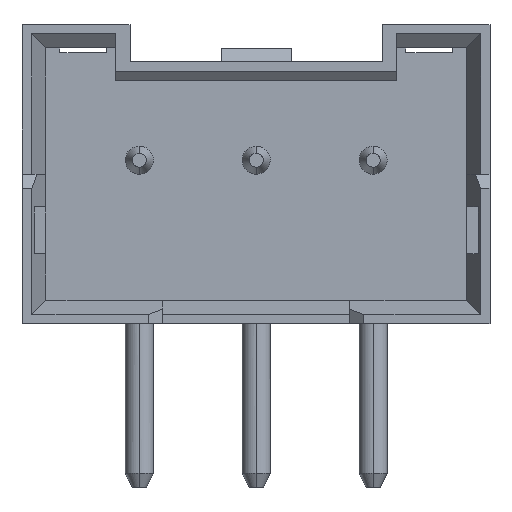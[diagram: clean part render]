
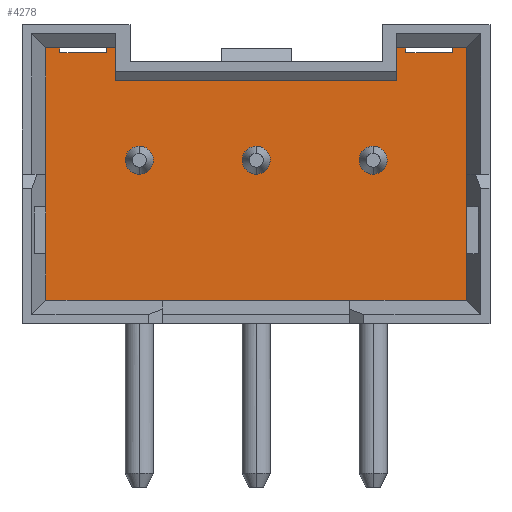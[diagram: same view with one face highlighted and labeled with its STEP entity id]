
A CAD part, front view. The second image highlights one B-rep face of the part: STEP entity #4278.
In plain terms, the highlighted free-form (B-spline) face has degree [1, 1] with [2, 2] control points.
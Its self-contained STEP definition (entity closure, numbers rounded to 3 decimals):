
#3903 = VERTEX_POINT('',#3904);
#3904 = CARTESIAN_POINT('',(4.505,1.763,9.4));
#3909 = EDGE_CURVE('',#3910,#3903,#3912,.T.);
#3910 = VERTEX_POINT('',#3911);
#3911 = CARTESIAN_POINT('',(4.505,1.763,4.));
#3912 = B_SPLINE_CURVE_WITH_KNOTS('',1,(#3913,#3914),.UNSPECIFIED.,.F.,
  .F.,(2,2),(0.,5.4),.PIECEWISE_BEZIER_KNOTS.);
#3913 = CARTESIAN_POINT('',(4.505,1.763,4.));
#3914 = CARTESIAN_POINT('',(4.505,1.763,9.4));
#3965 = VERTEX_POINT('',#3966);
#3966 = CARTESIAN_POINT('',(-4.495,1.763,9.4));
#4015 = VERTEX_POINT('',#4016);
#4016 = CARTESIAN_POINT('',(-4.495,1.763,4.));
#4021 = EDGE_CURVE('',#3965,#4015,#4022,.T.);
#4022 = B_SPLINE_CURVE_WITH_KNOTS('',1,(#4023,#4024),.UNSPECIFIED.,.F.,
  .F.,(2,2),(-5.4,0.),.PIECEWISE_BEZIER_KNOTS.);
#4023 = CARTESIAN_POINT('',(-4.495,1.763,9.4));
#4024 = CARTESIAN_POINT('',(-4.495,1.763,4.));
#4035 = VERTEX_POINT('',#4036);
#4036 = CARTESIAN_POINT('',(-2.995,1.763,9.4));
#4049 = EDGE_CURVE('',#4050,#3965,#4052,.T.);
#4050 = VERTEX_POINT('',#4051);
#4051 = CARTESIAN_POINT('',(-4.195,1.763,9.4));
#4052 = B_SPLINE_CURVE_WITH_KNOTS('',1,(#4053,#4054),.UNSPECIFIED.,.F.,
  .F.,(2,2),(-0.3,0.),.PIECEWISE_BEZIER_KNOTS.);
#4053 = CARTESIAN_POINT('',(-4.195,1.763,9.4));
#4054 = CARTESIAN_POINT('',(-4.495,1.763,9.4));
#4071 = VERTEX_POINT('',#4072);
#4072 = CARTESIAN_POINT('',(-3.195,1.763,9.4));
#4077 = EDGE_CURVE('',#4035,#4071,#4078,.T.);
#4078 = B_SPLINE_CURVE_WITH_KNOTS('',1,(#4079,#4080),.UNSPECIFIED.,.F.,
  .F.,(2,2),(-1.5,-1.3),.PIECEWISE_BEZIER_KNOTS.);
#4079 = CARTESIAN_POINT('',(-2.995,1.763,9.4));
#4080 = CARTESIAN_POINT('',(-3.195,1.763,9.4));
#4091 = VERTEX_POINT('',#4092);
#4092 = CARTESIAN_POINT('',(-2.995,1.763,8.7));
#4111 = EDGE_CURVE('',#4091,#4035,#4112,.T.);
#4112 = B_SPLINE_CURVE_WITH_KNOTS('',1,(#4113,#4114),.UNSPECIFIED.,.F.,
  .F.,(2,2),(-0.7,0.),.PIECEWISE_BEZIER_KNOTS.);
#4113 = CARTESIAN_POINT('',(-2.995,1.763,8.7));
#4114 = CARTESIAN_POINT('',(-2.995,1.763,9.4));
#4125 = VERTEX_POINT('',#4126);
#4126 = CARTESIAN_POINT('',(3.005,1.763,8.7));
#4139 = EDGE_CURVE('',#4125,#4091,#4140,.T.);
#4140 = B_SPLINE_CURVE_WITH_KNOTS('',1,(#4141,#4142),.UNSPECIFIED.,.F.,
  .F.,(2,2),(0.,6.),.PIECEWISE_BEZIER_KNOTS.);
#4141 = CARTESIAN_POINT('',(3.005,1.763,8.7));
#4142 = CARTESIAN_POINT('',(-2.995,1.763,8.7));
#4159 = EDGE_CURVE('',#4160,#4125,#4162,.T.);
#4160 = VERTEX_POINT('',#4161);
#4161 = CARTESIAN_POINT('',(3.005,1.763,9.4));
#4162 = B_SPLINE_CURVE_WITH_KNOTS('',1,(#4163,#4164),.UNSPECIFIED.,.F.,
  .F.,(2,2),(0.,0.7),.PIECEWISE_BEZIER_KNOTS.);
#4163 = CARTESIAN_POINT('',(3.005,1.763,9.4));
#4164 = CARTESIAN_POINT('',(3.005,1.763,8.7));
#4193 = EDGE_CURVE('',#4194,#4160,#4196,.T.);
#4194 = VERTEX_POINT('',#4195);
#4195 = CARTESIAN_POINT('',(3.205,1.763,9.4));
#4196 = B_SPLINE_CURVE_WITH_KNOTS('',1,(#4197,#4198),.UNSPECIFIED.,.F.,
  .F.,(2,2),(1.3,1.5),.PIECEWISE_BEZIER_KNOTS.);
#4197 = CARTESIAN_POINT('',(3.205,1.763,9.4));
#4198 = CARTESIAN_POINT('',(3.005,1.763,9.4));
#4215 = VERTEX_POINT('',#4216);
#4216 = CARTESIAN_POINT('',(4.205,1.763,9.4));
#4221 = EDGE_CURVE('',#3903,#4215,#4222,.T.);
#4222 = B_SPLINE_CURVE_WITH_KNOTS('',1,(#4223,#4224),.UNSPECIFIED.,.F.,
  .F.,(2,2),(0.,0.3),.PIECEWISE_BEZIER_KNOTS.);
#4223 = CARTESIAN_POINT('',(4.505,1.763,9.4));
#4224 = CARTESIAN_POINT('',(4.205,1.763,9.4));
#4269 = EDGE_CURVE('',#4015,#3910,#4270,.T.);
#4270 = B_SPLINE_CURVE_WITH_KNOTS('',1,(#4271,#4272),.UNSPECIFIED.,.F.,
  .F.,(2,2),(0.,9.),.PIECEWISE_BEZIER_KNOTS.);
#4271 = CARTESIAN_POINT('',(-4.495,1.763,4.));
#4272 = CARTESIAN_POINT('',(4.505,1.763,4.));
#4278 = ADVANCED_FACE('',(#4279),#4329,.T.);
#4279 = FACE_BOUND('',#4280,.T.);
#4280 = EDGE_LOOP('',(#4281,#4288,#4295,#4300,#4301,#4302,#4303,#4304,
    #4305,#4312,#4319,#4324,#4325,#4326,#4327,#4328));
#4281 = ORIENTED_EDGE('',*,*,#4282,.F.);
#4282 = EDGE_CURVE('',#4283,#4215,#4285,.T.);
#4283 = VERTEX_POINT('',#4284);
#4284 = CARTESIAN_POINT('',(4.205,1.763,9.3));
#4285 = B_SPLINE_CURVE_WITH_KNOTS('',1,(#4286,#4287),.UNSPECIFIED.,.F.,
  .F.,(2,2),(2.6,2.7),.PIECEWISE_BEZIER_KNOTS.);
#4286 = CARTESIAN_POINT('',(4.205,1.763,9.3));
#4287 = CARTESIAN_POINT('',(4.205,1.763,9.4));
#4288 = ORIENTED_EDGE('',*,*,#4289,.F.);
#4289 = EDGE_CURVE('',#4290,#4283,#4292,.T.);
#4290 = VERTEX_POINT('',#4291);
#4291 = CARTESIAN_POINT('',(3.205,1.763,9.3));
#4292 = B_SPLINE_CURVE_WITH_KNOTS('',1,(#4293,#4294),.UNSPECIFIED.,.F.,
  .F.,(2,2),(4.45,5.45),.PIECEWISE_BEZIER_KNOTS.);
#4293 = CARTESIAN_POINT('',(3.205,1.763,9.3));
#4294 = CARTESIAN_POINT('',(4.205,1.763,9.3));
#4295 = ORIENTED_EDGE('',*,*,#4296,.F.);
#4296 = EDGE_CURVE('',#4194,#4290,#4297,.T.);
#4297 = B_SPLINE_CURVE_WITH_KNOTS('',1,(#4298,#4299),.UNSPECIFIED.,.F.,
  .F.,(2,2),(-2.7,-2.6),.PIECEWISE_BEZIER_KNOTS.);
#4298 = CARTESIAN_POINT('',(3.205,1.763,9.4));
#4299 = CARTESIAN_POINT('',(3.205,1.763,9.3));
#4300 = ORIENTED_EDGE('',*,*,#4193,.T.);
#4301 = ORIENTED_EDGE('',*,*,#4159,.T.);
#4302 = ORIENTED_EDGE('',*,*,#4139,.T.);
#4303 = ORIENTED_EDGE('',*,*,#4111,.T.);
#4304 = ORIENTED_EDGE('',*,*,#4077,.T.);
#4305 = ORIENTED_EDGE('',*,*,#4306,.F.);
#4306 = EDGE_CURVE('',#4307,#4071,#4309,.T.);
#4307 = VERTEX_POINT('',#4308);
#4308 = CARTESIAN_POINT('',(-3.195,1.763,9.3));
#4309 = B_SPLINE_CURVE_WITH_KNOTS('',1,(#4310,#4311),.UNSPECIFIED.,.F.,
  .F.,(2,2),(2.6,2.7),.PIECEWISE_BEZIER_KNOTS.);
#4310 = CARTESIAN_POINT('',(-3.195,1.763,9.3));
#4311 = CARTESIAN_POINT('',(-3.195,1.763,9.4));
#4312 = ORIENTED_EDGE('',*,*,#4313,.T.);
#4313 = EDGE_CURVE('',#4307,#4314,#4316,.T.);
#4314 = VERTEX_POINT('',#4315);
#4315 = CARTESIAN_POINT('',(-4.195,1.763,9.3));
#4316 = B_SPLINE_CURVE_WITH_KNOTS('',1,(#4317,#4318),.UNSPECIFIED.,.F.,
  .F.,(2,2),(1.95,2.95),.PIECEWISE_BEZIER_KNOTS.);
#4317 = CARTESIAN_POINT('',(-3.195,1.763,9.3));
#4318 = CARTESIAN_POINT('',(-4.195,1.763,9.3));
#4319 = ORIENTED_EDGE('',*,*,#4320,.F.);
#4320 = EDGE_CURVE('',#4050,#4314,#4321,.T.);
#4321 = B_SPLINE_CURVE_WITH_KNOTS('',1,(#4322,#4323),.UNSPECIFIED.,.F.,
  .F.,(2,2),(-2.7,-2.6),.PIECEWISE_BEZIER_KNOTS.);
#4322 = CARTESIAN_POINT('',(-4.195,1.763,9.4));
#4323 = CARTESIAN_POINT('',(-4.195,1.763,9.3));
#4324 = ORIENTED_EDGE('',*,*,#4049,.T.);
#4325 = ORIENTED_EDGE('',*,*,#4021,.T.);
#4326 = ORIENTED_EDGE('',*,*,#4269,.T.);
#4327 = ORIENTED_EDGE('',*,*,#3909,.T.);
#4328 = ORIENTED_EDGE('',*,*,#4221,.T.);
#4329 = B_SPLINE_SURFACE_WITH_KNOTS('',1,1,(
    (#4330,#4331)
    ,(#4332,#4333
    )),.UNSPECIFIED.,.F.,.F.,.F.,(2,2),(2,2),(-2.7,2.7),(-3.25,5.75),
  .PIECEWISE_BEZIER_KNOTS.);
#4330 = CARTESIAN_POINT('',(-4.495,1.763,9.4));
#4331 = CARTESIAN_POINT('',(4.505,1.763,9.4));
#4332 = CARTESIAN_POINT('',(-4.495,1.763,4.));
#4333 = CARTESIAN_POINT('',(4.505,1.763,4.));
